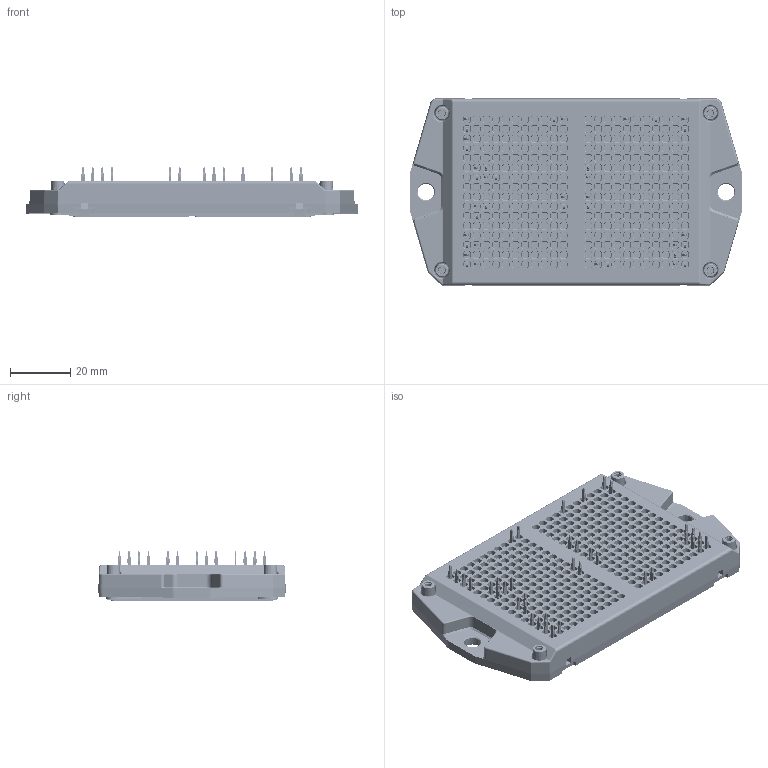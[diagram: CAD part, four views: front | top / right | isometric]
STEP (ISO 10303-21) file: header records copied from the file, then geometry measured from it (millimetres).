
FILE_DESCRIPTION(/* description */ ('Unknown'),/* implementation_level */ '2;1');
FILE_NAME(/* name */ 'FlowE3-4T12T-PS30(390)-01-OL',/* time_stamp */ '2025-06-25T16:09:43+02:00',/* author */ ('Unknown'),/* organization */ ('Unknown'),/* preprocessor_version */ 'ST-DEVELOPER v18.104',/* originating_system */ 'Solid Edge',/* authorisation */ 'Unknown');
FILE_SCHEMA (('AUTOMOTIVE_DESIGN {1 0 10303 214 3 1 1}'));
Products named in the file (1): FlowE3-4T12T-PS30(xxxx)-01-OL_simplified
Bounding box: 109.9 x 62 x 16.43 mm (x, y, z)
Volume: 60938.9 mm3; surface area: 39610.3 mm2
Topology: 1 solids, 42 shells, 9150 faces, 22572 edges, 13958 vertices
Faces by surface type: plane 4881, cylinder 2327, bspline 1568, cone 328, torus 28, sphere 18
Full cylindrical faces by diameter (mm): 1 x39
Entity records: 348082 total; most frequent: CARTESIAN_POINT 83125, ORIENTED_EDGE 44904, DIRECTION 35322, EDGE_CURVE 22452, VERTEX_POINT 13936, LINE 12456, VECTOR 12456, AXIS2_PLACEMENT_3D 11433
